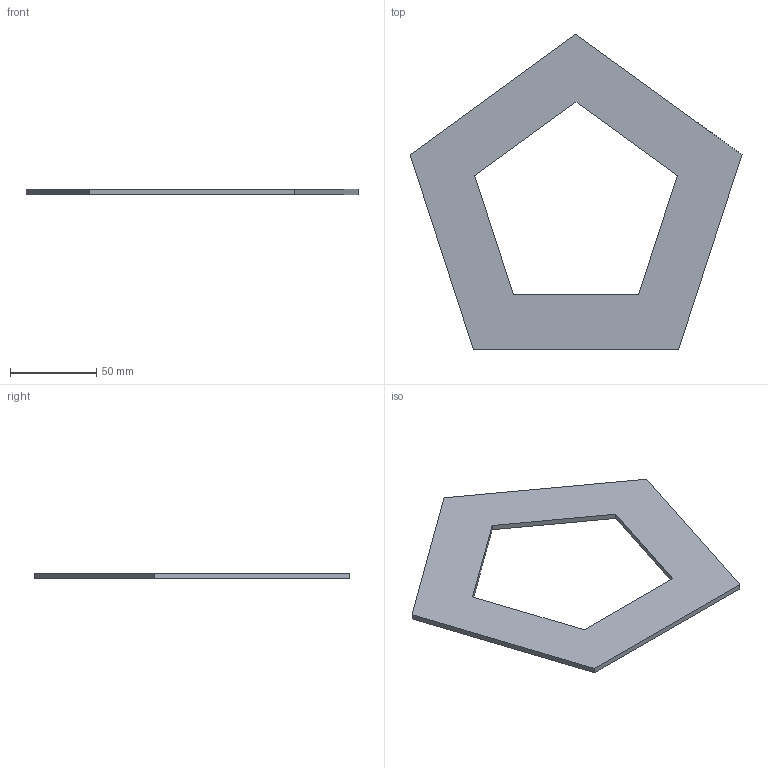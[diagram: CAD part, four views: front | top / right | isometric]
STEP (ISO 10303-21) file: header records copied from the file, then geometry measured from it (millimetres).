
FILE_DESCRIPTION(/* description */ (''),/* implementation_level */ '2;1');
FILE_NAME(/* name */ 'Mirror Cut Template.step',/* time_stamp */ '2023-10-02T16:19:24-04:00',/* author */ (''),/* organization */ (''),/* preprocessor_version */ 'ST-DEVELOPER v20',/* originating_system */ 'Autodesk Translation Framework v12.9.0.99',/* authorisation */ '');
FILE_SCHEMA (('AUTOMOTIVE_DESIGN { 1 0 10303 214 3 1 1 }'));
Length unit declared in the file: millimetre
Products named in the file (3): LED Dodecahedron LED Cutout; 3D Printed Parts; Mirrors
Assembly tree (2 placements, depth 2):
  LED Dodecahedron LED Cutout
    3D Printed Parts
    Mirrors
Bounding box: 192.55 x 183.12 x 3 mm (x, y, z)
Volume: 45845.7 mm3; surface area: 33438.6 mm2
Topology: 1 solids, 1 shells, 12 faces, 30 edges, 20 vertices
Faces by surface type: plane 12
Entity records: 442 total; most frequent: CARTESIAN_POINT 67, DIRECTION 64, ORIENTED_EDGE 60, LINE 30, VECTOR 30, EDGE_CURVE 30, VERTEX_POINT 20, AXIS2_PLACEMENT_3D 17
